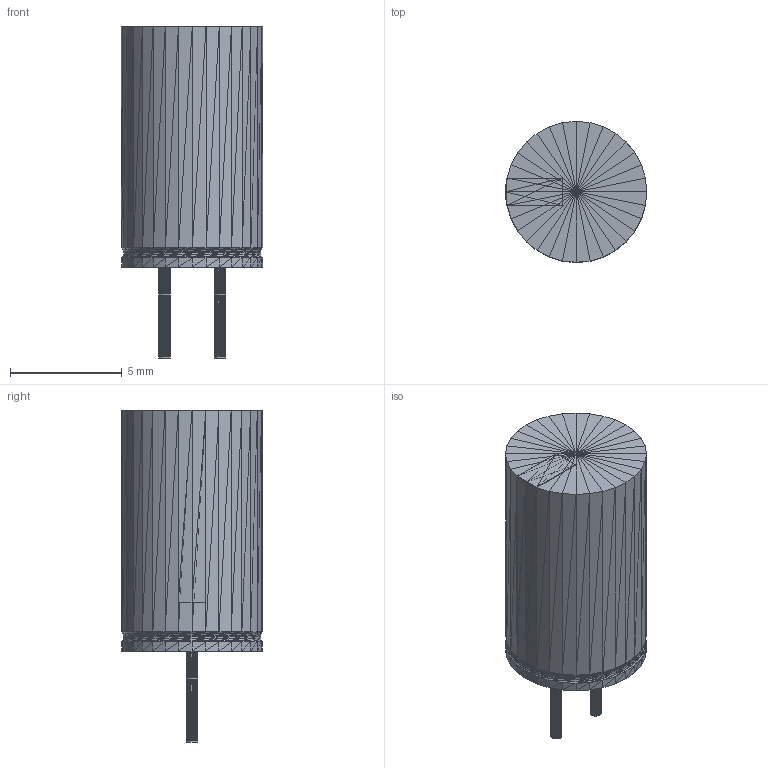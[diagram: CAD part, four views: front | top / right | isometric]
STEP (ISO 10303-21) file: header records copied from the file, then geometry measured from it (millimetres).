
FILE_DESCRIPTION(('STEP AP214'),'1');
FILE_NAME('U1-I','2017-05-09T22:17:36',(''),(''),'','','');
FILE_SCHEMA(('AUTOMOTIVE_DESIGN'));
Length unit declared in the file: millimetre
Products named in the file (1): product
Bounding box: 6.32 x 6.3 x 14.83 mm (x, y, z)
Surface area: 316.8 mm2 (no closed solid volume)
Topology: 0 solids, 1116 shells, 1116 faces, 3348 edges, 3348 vertices
Faces by surface type: plane 1116
Entity records: 36887 total; most frequent: CARTESIAN_POINT 7813, DIRECTION 5582, ORIENTED_EDGE 3348, EDGE_CURVE 3348, VERTEX_POINT 3348, LINE 3348, VECTOR 3348, AXIS2_PLACEMENT_3D 1117
